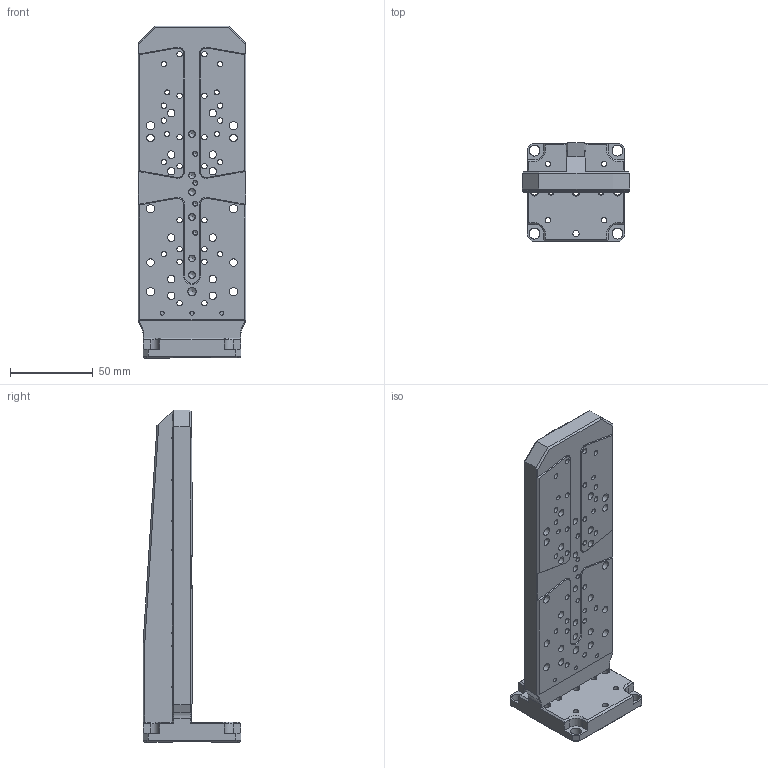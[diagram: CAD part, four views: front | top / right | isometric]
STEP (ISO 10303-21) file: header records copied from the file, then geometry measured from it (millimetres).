
FILE_DESCRIPTION((''),'2;1');
FILE_NAME('61009079.stp','2013-09-25T08:53:40',('pmmsc'),(''),'Autodesk Inventor 2011','Autodesk Inventor 2011','');
FILE_SCHEMA(('AUTOMOTIVE_DESIGN { 1 0 10303 214 1 1 1 1 }'));
Length unit declared in the file: millimetre
Products named in the file (1): Bauteil1
Bounding box: 65 x 59 x 200 mm (x, y, z)
Volume: 196766.5 mm3; surface area: 55274.8 mm2
Topology: 1 solids, 8 shells, 419 faces, 1057 edges, 675 vertices
Faces by surface type: plane 200, cylinder 146, cone 66, sphere 4, torus 3
Full cylindrical faces by diameter (mm): 2.5 x3, 2.8 x10, 3 x10, 3.242 x30, 3.8 x15, 4 x14, 4.5 x16, 4.917 x10, 6 x3, 6.6 x7, 8 x16, 10 x3, 11 x3
Entity records: 11647 total; most frequent: CARTESIAN_POINT 1967, DIRECTION 1954, ORIENTED_EDGE 1588, EDGE_CURVE 794, AXIS2_PLACEMENT_3D 777, EDGE_LOOP 752, VERTEX_POINT 586, STYLED_ITEM 420
